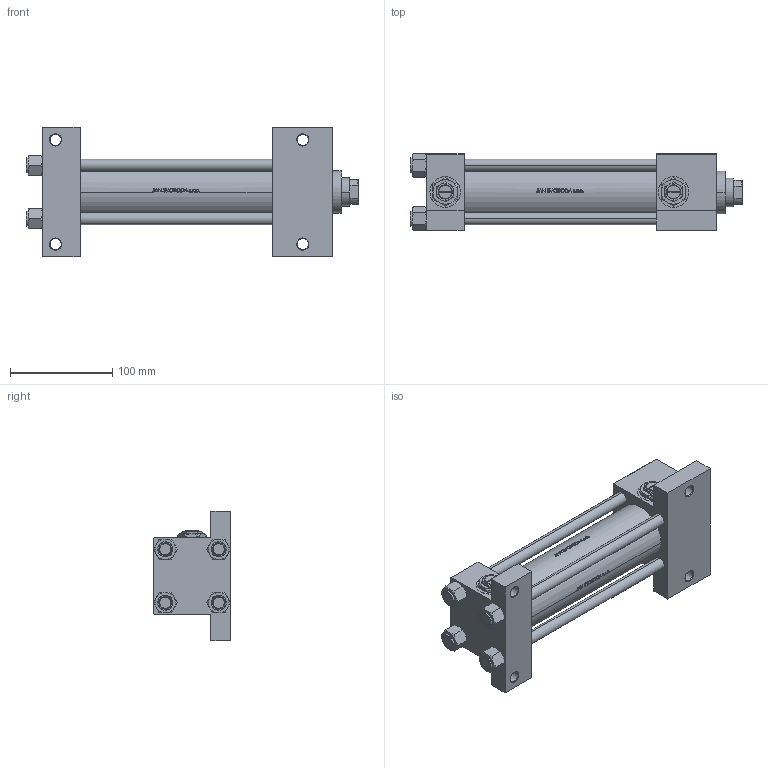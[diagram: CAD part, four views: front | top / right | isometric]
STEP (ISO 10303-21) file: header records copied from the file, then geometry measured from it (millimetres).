
FILE_DESCRIPTION (( 'STEP AP203' ), '1' );
FILE_NAME ('cb7f.STEP', '2023-08-23T15:10:31', ( '' ), ( '' ), 'SwSTEP 2.0', 'SolidWorks 2019', '' );
FILE_SCHEMA (( 'CONFIG_CONTROL_DESIGN' ));
Length unit declared in the file: millimetre
Products named in the file (7): Zatka_pro_OIL_PORT bfc99d4f444a7c3a9823121c3a216541; cb7f; V215CR_G_Body bfc99d4f444a7c3a9823121c3a216541; V215_VC_A bfc99d4f444a7c3a9823121c3a216541; V215CR_G_TYCINKA bfc99d4f444a7c3a9823121c3a216541; V215CR_VCP_G bfc99d4f444a7c3a9823121c3a216541; NUT_M5_G bfc99d4f444a7c3a9823121c3a216541
Assembly tree (13 placements, depth 2):
  cb7f
    V215CR_G_Body bfc99d4f444a7c3a9823121c3a216541
    V215CR_VCP_G bfc99d4f444a7c3a9823121c3a216541
    V215CR_G_TYCINKA bfc99d4f444a7c3a9823121c3a216541  x4
    NUT_M5_G bfc99d4f444a7c3a9823121c3a216541  x4
    V215_VC_A bfc99d4f444a7c3a9823121c3a216541
    Zatka_pro_OIL_PORT bfc99d4f444a7c3a9823121c3a216541  x2
Bounding box: 325 x 75.54 x 127 mm (x, y, z)
Volume: 966087.4 mm3; surface area: 241920.9 mm2
Topology: 13 solids, 13 shells, 1186 faces, 2978 edges, 1905 vertices
Faces by surface type: plane 478, bspline 380, cone 186, cylinder 134, torus 8
Entity records: 49512 total; most frequent: CARTESIAN_POINT 26574, ORIENTED_EDGE 5256, DIRECTION 3279, EDGE_CURVE 2628, VERTEX_POINT 1703, LINE 1339, VECTOR 1339, EDGE_LOOP 1133
